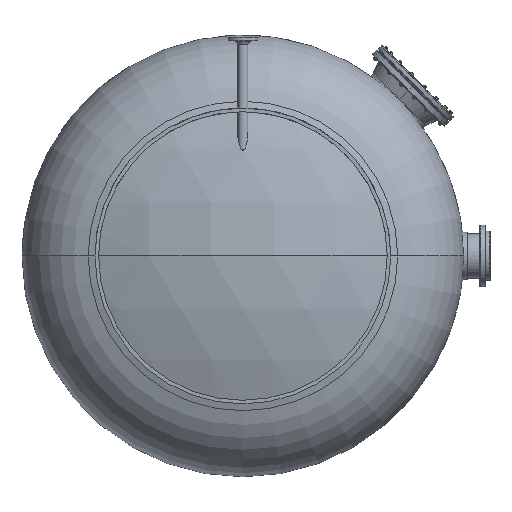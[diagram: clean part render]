
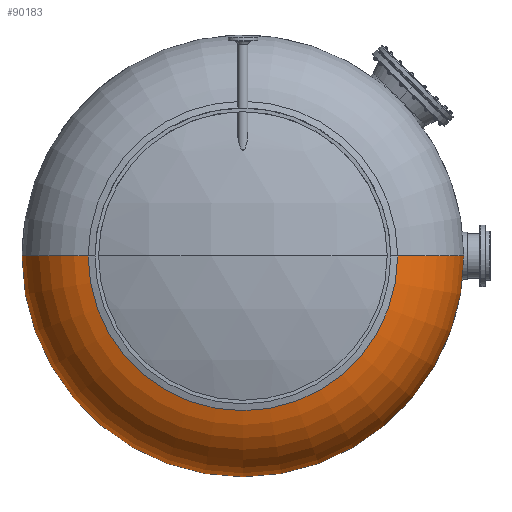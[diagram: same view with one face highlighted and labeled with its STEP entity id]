
A CAD part, front view. The second image highlights one B-rep face of the part: STEP entity #90183.
In plain terms, the highlighted toroidal (fillet/blend) face has major radius 750 mm and minor radius 475.237 mm.
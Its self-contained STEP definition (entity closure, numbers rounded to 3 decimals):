
#2250 = VERTEX_POINT ( 'NONE', #46822 ) ;
#9563 = CARTESIAN_POINT ( 'NONE',  ( 100.001, 669.85, -820. ) ) ;
#10062 = AXIS2_PLACEMENT_3D ( 'NONE', #9563, #39815, #16035 ) ;
#10216 = ORIENTED_EDGE ( 'NONE', *, *, #95240, .F. ) ;
#10241 = AXIS2_PLACEMENT_3D ( 'NONE', #13820, #44057, #29186 ) ;
#10400 = DIRECTION ( 'NONE',  ( 0., 1., 0. ) ) ;
#12931 = ORIENTED_EDGE ( 'NONE', *, *, #15928, .T. ) ;
#13820 = CARTESIAN_POINT ( 'NONE',  ( 850.001, 777.001, -820. ) ) ;
#15928 = EDGE_CURVE ( 'NONE', #88670, #28154, #56335, .T. ) ;
#16035 = DIRECTION ( 'NONE',  ( -0.227, -0.974, 0. ) ) ;
#18925 = DIRECTION ( 'NONE',  ( 0., 0., 1. ) ) ;
#19292 = AXIS2_PLACEMENT_3D ( 'NONE', #56586, #18925, #26838 ) ;
#22281 = CARTESIAN_POINT ( 'NONE',  ( -7.939, 207.033, -820. ) ) ;
#26838 = DIRECTION ( 'NONE',  ( 0.227, -0.974, 0. ) ) ;
#28154 = VERTEX_POINT ( 'NONE', #22281 ) ;
#29186 = DIRECTION ( 'NONE',  ( 1., 0., 0. ) ) ;
#30667 = CIRCLE ( 'NONE', #10062, 475.237 ) ;
#35219 = DIRECTION ( 'NONE',  ( 0., 1., 0. ) ) ;
#38615 = ORIENTED_EDGE ( 'NONE', *, *, #67317, .T. ) ;
#39815 = DIRECTION ( 'NONE',  ( 0., 0., -1. ) ) ;
#43122 = DIRECTION ( 'NONE',  ( 1., 0., 0. ) ) ;
#44057 = DIRECTION ( 'NONE',  ( 0., 1., 0. ) ) ;
#46503 = AXIS2_PLACEMENT_3D ( 'NONE', #78358, #10400, #47099 ) ;
#46822 = CARTESIAN_POINT ( 'NONE',  ( 2063.001, 777.001, -820. ) ) ;
#47099 = DIRECTION ( 'NONE',  ( 1., 0., 0. ) ) ;
#55766 = CARTESIAN_POINT ( 'NONE',  ( 1707.941, 207.033, -820. ) ) ;
#56185 = CIRCLE ( 'NONE', #10241, 1213. ) ;
#56335 = CIRCLE ( 'NONE', #87918, 857.94 ) ;
#56586 = CARTESIAN_POINT ( 'NONE',  ( 1600.001, 669.85, -820. ) ) ;
#65447 = EDGE_CURVE ( 'NONE', #88670, #2250, #90478, .T. ) ;
#67317 = EDGE_CURVE ( 'NONE', #28154, #68045, #30667, .T. ) ;
#67481 = FACE_OUTER_BOUND ( 'NONE', #89993, .T. ) ;
#68045 = VERTEX_POINT ( 'NONE', #87075 ) ;
#78358 = CARTESIAN_POINT ( 'NONE',  ( 850.001, 669.85, -820. ) ) ;
#87075 = CARTESIAN_POINT ( 'NONE',  ( -362.999, 777.001, -820. ) ) ;
#87918 = AXIS2_PLACEMENT_3D ( 'NONE', #96632, #35219, #43122 ) ;
#88670 = VERTEX_POINT ( 'NONE', #55766 ) ;
#89198 = TOROIDAL_SURFACE ( 'NONE', #46503, 750., 475.237 ) ;
#89993 = EDGE_LOOP ( 'NONE', ( #12931, #38615, #10216, #95356 ) ) ;
#90183 = ADVANCED_FACE ( 'NONE', ( #67481 ), #89198, .T. ) ;
#90478 = CIRCLE ( 'NONE', #19292, 475.237 ) ;
#95240 = EDGE_CURVE ( 'NONE', #2250, #68045, #56185, .T. ) ;
#95356 = ORIENTED_EDGE ( 'NONE', *, *, #65447, .F. ) ;
#96632 = CARTESIAN_POINT ( 'NONE',  ( 850.001, 207.033, -820. ) ) ;
